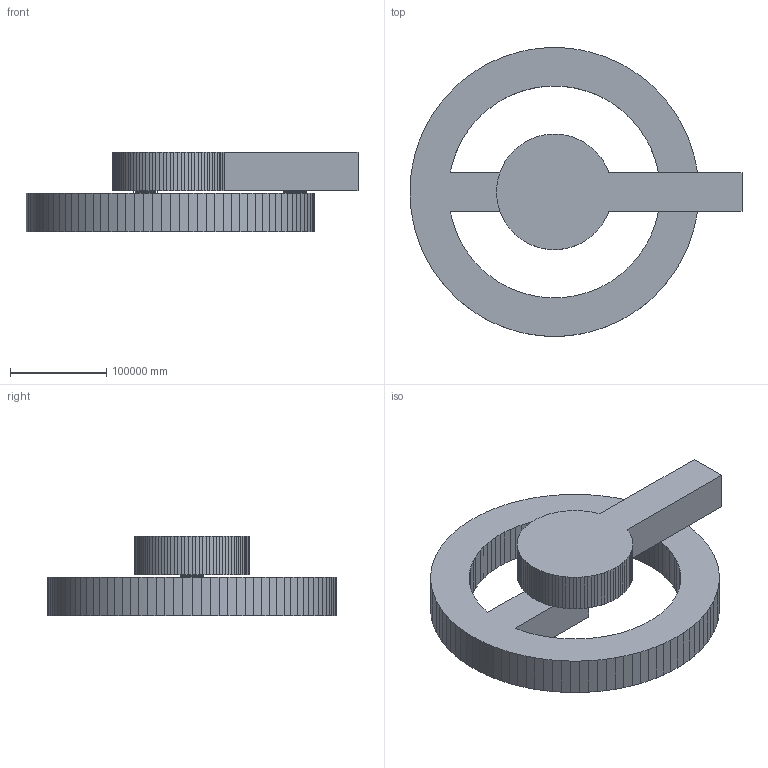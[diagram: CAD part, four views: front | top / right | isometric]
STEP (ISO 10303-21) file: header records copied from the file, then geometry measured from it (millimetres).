
FILE_DESCRIPTION(('FreeCAD Model'),'2;1');
FILE_NAME('Open CASCADE Shape Model','2023-08-29T16:16:06',('Author'),( ''),'Open CASCADE STEP processor 7.6','FreeCAD','Unknown');
FILE_SCHEMA(('AUTOMOTIVE_DESIGN { 1 0 10303 214 1 1 1 1 }'));
Length unit declared in the file: millimetre
Products named in the file (1): union
Bounding box: 345000 x 300000 x 83000 mm (x, y, z)
Volume: 2151744557440001.2 mm3; surface area: 207854556852 mm2
Topology: 1 solids, 1 shells, 444 faces, 1236 edges, 800 vertices
Faces by surface type: plane 444
Entity records: 33025 total; most frequent: CARTESIAN_POINT 4953, DIRECTION 4598, LINE 3708, VECTOR 3708, ORIENTED_EDGE 2472, PCURVE 2472, DEFINITIONAL_REPRESENTATION 2472, EDGE_CURVE 1236
